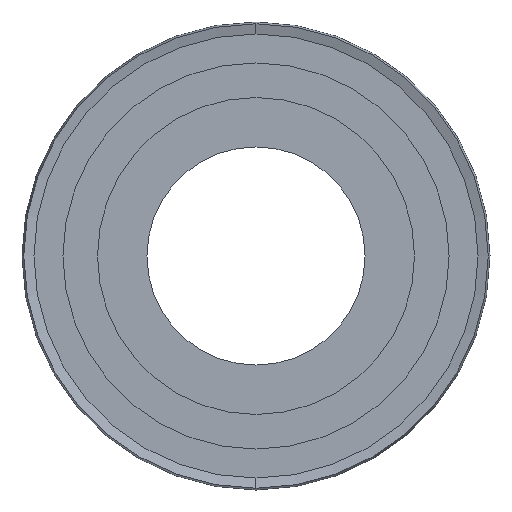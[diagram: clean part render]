
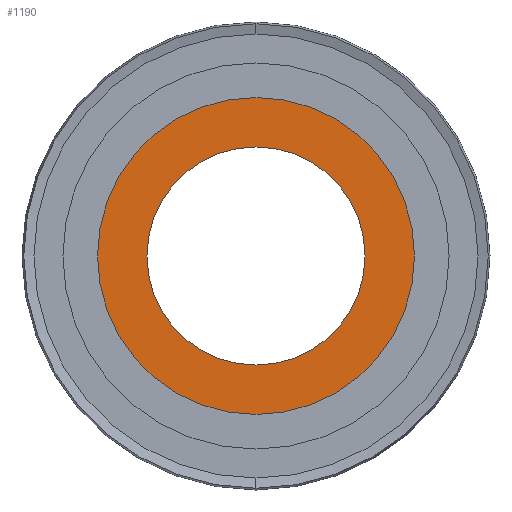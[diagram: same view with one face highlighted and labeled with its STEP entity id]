
A CAD part, left-side view. The second image highlights one B-rep face of the part: STEP entity #1190.
In plain terms, the highlighted planar face has unit normal (-1, 0, 0).
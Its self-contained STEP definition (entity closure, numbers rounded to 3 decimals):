
#7 = AXIS2_PLACEMENT_3D ( 'NONE', #8485, #9428, #5578 ) ;
#518 = CARTESIAN_POINT ( 'NONE',  ( 36.225, 48.481, 84.236 ) ) ;
#1079 = CARTESIAN_POINT ( 'NONE',  ( 36.225, 48.481, 84.236 ) ) ;
#1190 = ADVANCED_FACE ( 'NONE', ( #6039, #11006 ), #2849, .T. ) ;
#1227 = CARTESIAN_POINT ( 'NONE',  ( 36.225, 48.481, 84.236 ) ) ;
#1380 = VERTEX_POINT ( 'NONE', #9848 ) ;
#2112 = DIRECTION ( 'NONE',  ( -1., 0., 0. ) ) ;
#2426 = DIRECTION ( 'NONE',  ( 0., 0., -1. ) ) ;
#2849 = PLANE ( 'NONE',  #7 ) ;
#3184 = CARTESIAN_POINT ( 'NONE',  ( 36.225, 48.481, 110.982 ) ) ;
#3188 = CIRCLE ( 'NONE', #10328, 26.746 ) ;
#3327 = ORIENTED_EDGE ( 'NONE', *, *, #9937, .T. ) ;
#3835 = VERTEX_POINT ( 'NONE', #5994 ) ;
#3939 = ORIENTED_EDGE ( 'NONE', *, *, #5299, .T. ) ;
#3957 = AXIS2_PLACEMENT_3D ( 'NONE', #1227, #2112, #8929 ) ;
#4246 = CIRCLE ( 'NONE', #3957, 38.862 ) ;
#4301 = EDGE_LOOP ( 'NONE', ( #8553, #3939 ) ) ;
#4359 = CARTESIAN_POINT ( 'NONE',  ( 36.225, 48.481, 57.49 ) ) ;
#4977 = DIRECTION ( 'NONE',  ( 0., 0., -1. ) ) ;
#5299 = EDGE_CURVE ( 'NONE', #1380, #3835, #4246, .T. ) ;
#5456 = EDGE_CURVE ( 'NONE', #3835, #1380, #10268, .T. ) ;
#5549 = CIRCLE ( 'NONE', #7919, 26.746 ) ;
#5578 = DIRECTION ( 'NONE',  ( 0., 0., 1. ) ) ;
#5994 = CARTESIAN_POINT ( 'NONE',  ( 36.225, 48.481, 123.098 ) ) ;
#6039 = FACE_BOUND ( 'NONE', #9611, .T. ) ;
#6333 = VERTEX_POINT ( 'NONE', #3184 ) ;
#7263 = DIRECTION ( 'NONE',  ( -1., 0., 0. ) ) ;
#7919 = AXIS2_PLACEMENT_3D ( 'NONE', #1079, #9702, #4977 ) ;
#8370 = AXIS2_PLACEMENT_3D ( 'NONE', #12074, #7263, #10983 ) ;
#8485 = CARTESIAN_POINT ( 'NONE',  ( 36.225, 48.481, 84.236 ) ) ;
#8553 = ORIENTED_EDGE ( 'NONE', *, *, #5456, .T. ) ;
#8634 = ORIENTED_EDGE ( 'NONE', *, *, #10494, .T. ) ;
#8929 = DIRECTION ( 'NONE',  ( 0., 0., 1. ) ) ;
#9294 = DIRECTION ( 'NONE',  ( 1., 0., 0. ) ) ;
#9428 = DIRECTION ( 'NONE',  ( -1., 0., 0. ) ) ;
#9611 = EDGE_LOOP ( 'NONE', ( #8634, #3327 ) ) ;
#9702 = DIRECTION ( 'NONE',  ( 1., 0., 0. ) ) ;
#9848 = CARTESIAN_POINT ( 'NONE',  ( 36.225, 48.481, 45.374 ) ) ;
#9937 = EDGE_CURVE ( 'NONE', #6333, #11499, #3188, .T. ) ;
#10268 = CIRCLE ( 'NONE', #8370, 38.862 ) ;
#10328 = AXIS2_PLACEMENT_3D ( 'NONE', #518, #9294, #2426 ) ;
#10494 = EDGE_CURVE ( 'NONE', #11499, #6333, #5549, .T. ) ;
#10983 = DIRECTION ( 'NONE',  ( 0., 0., 1. ) ) ;
#11006 = FACE_OUTER_BOUND ( 'NONE', #4301, .T. ) ;
#11499 = VERTEX_POINT ( 'NONE', #4359 ) ;
#12074 = CARTESIAN_POINT ( 'NONE',  ( 36.225, 48.481, 84.236 ) ) ;
